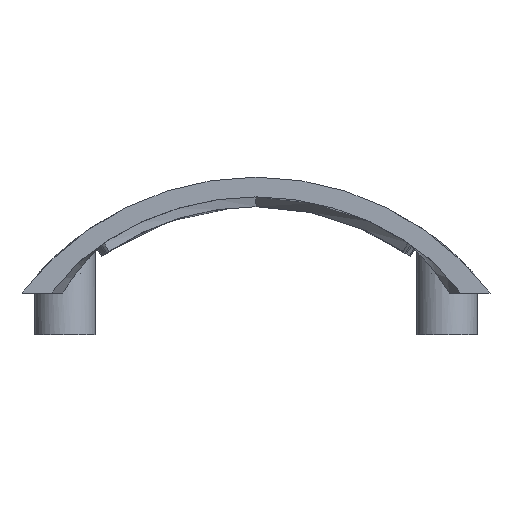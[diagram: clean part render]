
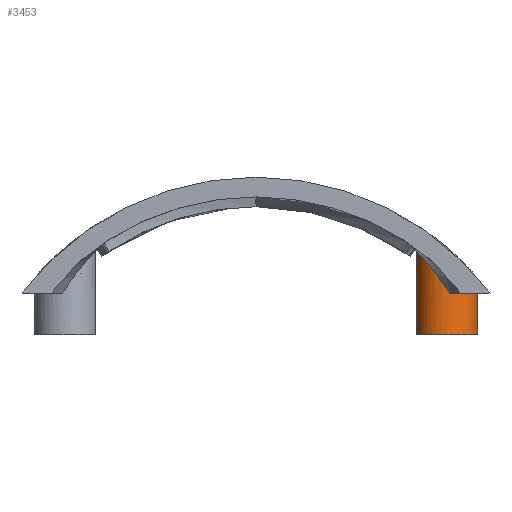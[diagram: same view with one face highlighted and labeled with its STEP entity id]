
A CAD part, front view. The second image highlights one B-rep face of the part: STEP entity #3453.
In plain terms, the highlighted cylindrical face has radius 3.1 mm (diameter 6.2 mm), a partial arc.
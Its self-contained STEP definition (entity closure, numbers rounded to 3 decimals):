
#159 = DIRECTION ( 'NONE',  ( 1., 0., 0. ) ) ;
#316 = EDGE_CURVE ( 'NONE', #9085, #3177, #8109, .T. ) ;
#473 = CARTESIAN_POINT ( 'NONE',  ( 41.737, 1.166, 2.319 ) ) ;
#524 = DIRECTION ( 'NONE',  ( 0., 0., 1. ) ) ;
#561 = CARTESIAN_POINT ( 'NONE',  ( 40.317, 2.623, 3.942 ) ) ;
#730 = CARTESIAN_POINT ( 'NONE',  ( 41.214, 1.496, 2.956 ) ) ;
#779 = CARTESIAN_POINT ( 'NONE',  ( 40.18, 2.961, 4.081 ) ) ;
#1117 = AXIS2_PLACEMENT_3D ( 'NONE', #5254, #6644, #159 ) ;
#1132 = CIRCLE ( 'NONE', #2337, 3.1 ) ;
#1263 = CARTESIAN_POINT ( 'NONE',  ( 40.343, 2.569, 3.916 ) ) ;
#1329 = VECTOR ( 'NONE', #6749, 1000. ) ;
#1481 = CARTESIAN_POINT ( 'NONE',  ( 42.136, 0.999, 1.798 ) ) ;
#1574 = CARTESIAN_POINT ( 'NONE',  ( 40.025, 3.938, 4.236 ) ) ;
#1690 = CARTESIAN_POINT ( 'NONE',  ( 40.025, 3.938, -13.007 ) ) ;
#1696 = CARTESIAN_POINT ( 'NONE',  ( 42.81, 0.854, 0.843 ) ) ;
#1871 = CARTESIAN_POINT ( 'NONE',  ( 42.252, 0.963, 1.64 ) ) ;
#1917 = CARTESIAN_POINT ( 'NONE',  ( 40.616, 2.116, 3.627 ) ) ;
#1963 = CARTESIAN_POINT ( 'NONE',  ( 40.582, 2.164, 3.664 ) ) ;
#1970 = CARTESIAN_POINT ( 'NONE',  ( 43.125, 3.938, 0. ) ) ;
#2183 = CARTESIAN_POINT ( 'NONE',  ( 42.384, 0.926, 1.458 ) ) ;
#2337 = AXIS2_PLACEMENT_3D ( 'NONE', #1970, #3389, #5439 ) ;
#2350 = CARTESIAN_POINT ( 'NONE',  ( 46.225, 3.938, 0. ) ) ;
#2439 = ORIENTED_EDGE ( 'NONE', *, *, #2531, .T. ) ;
#2531 = EDGE_CURVE ( 'NONE', #3177, #6573, #3779, .T. ) ;
#2580 = CARTESIAN_POINT ( 'NONE',  ( 40.424, 2.412, 3.831 ) ) ;
#2630 = CYLINDRICAL_SURFACE ( 'NONE', #8037, 3.1 ) ;
#2670 = CARTESIAN_POINT ( 'NONE',  ( 40.269, 2.731, 3.991 ) ) ;
#2954 = EDGE_LOOP ( 'NONE', ( #6923, #6497, #2439, #4941, #5549 ) ) ;
#3010 = VERTEX_POINT ( 'NONE', #1574 ) ;
#3177 = VERTEX_POINT ( 'NONE', #6706 ) ;
#3382 = CARTESIAN_POINT ( 'NONE',  ( 41.226, 1.487, 2.942 ) ) ;
#3387 = DIRECTION ( 'NONE',  ( 1., 0., 0. ) ) ;
#3389 = DIRECTION ( 'NONE',  ( 0., 0., -1. ) ) ;
#3425 = CARTESIAN_POINT ( 'NONE',  ( 40.829, 1.852, 3.395 ) ) ;
#3453 = ADVANCED_FACE ( 'NONE', ( #7520 ), #2630, .T. ) ;
#3558 = EDGE_CURVE ( 'NONE', #9085, #3010, #8765, .T. ) ;
#3593 = CARTESIAN_POINT ( 'NONE',  ( 40.687, 2.022, 3.551 ) ) ;
#3642 = CARTESIAN_POINT ( 'NONE',  ( 40.144, 3.078, 4.118 ) ) ;
#3779 = LINE ( 'NONE', #3824, #1329 ) ;
#3824 = CARTESIAN_POINT ( 'NONE',  ( 46.225, 3.938, -13.007 ) ) ;
#4078 = CARTESIAN_POINT ( 'NONE',  ( 42.673, 0.87, 1.046 ) ) ;
#4188 = CARTESIAN_POINT ( 'NONE',  ( 40.025, 3.938, -4.239 ) ) ;
#4290 = CARTESIAN_POINT ( 'NONE',  ( 42.516, 0.896, 1.274 ) ) ;
#4300 = EDGE_CURVE ( 'NONE', #6573, #8371, #1132, .T. ) ;
#4339 = CARTESIAN_POINT ( 'NONE',  ( 41.845, 1.112, 2.181 ) ) ;
#4780 = CARTESIAN_POINT ( 'NONE',  ( 40.245, 2.788, 4.016 ) ) ;
#4823 = CARTESIAN_POINT ( 'NONE',  ( 40.056, 3.437, 4.206 ) ) ;
#4866 = CARTESIAN_POINT ( 'NONE',  ( 42.275, 0.956, 1.608 ) ) ;
#4941 = ORIENTED_EDGE ( 'NONE', *, *, #4300, .T. ) ;
#5039 = CARTESIAN_POINT ( 'NONE',  ( 42.288, 0.953, 1.591 ) ) ;
#5230 = VECTOR ( 'NONE', #5988, 1000. ) ;
#5254 = CARTESIAN_POINT ( 'NONE',  ( 43.125, 3.938, -4.239 ) ) ;
#5255 = CARTESIAN_POINT ( 'NONE',  ( 42.999, 0.836, 0.56 ) ) ;
#5301 = CARTESIAN_POINT ( 'NONE',  ( 42.787, 0.856, 0.877 ) ) ;
#5439 = DIRECTION ( 'NONE',  ( -1., 0., 0. ) ) ;
#5477 = CARTESIAN_POINT ( 'NONE',  ( 41.317, 1.417, 2.834 ) ) ;
#5522 = CARTESIAN_POINT ( 'NONE',  ( 41.679, 1.195, 2.391 ) ) ;
#5549 = ORIENTED_EDGE ( 'NONE', *, *, #6980, .T. ) ;
#5988 = DIRECTION ( 'NONE',  ( 0., 0., 1. ) ) ;
#6127 = CARTESIAN_POINT ( 'NONE',  ( 43.351, 0.846, 0. ) ) ;
#6260 = CARTESIAN_POINT ( 'NONE',  ( 41.977, 1.055, 2.01 ) ) ;
#6429 = CARTESIAN_POINT ( 'NONE',  ( 43.351, 0.846, 0. ) ) ;
#6477 = CARTESIAN_POINT ( 'NONE',  ( 41.714, 1.177, 2.348 ) ) ;
#6497 = ORIENTED_EDGE ( 'NONE', *, *, #316, .T. ) ;
#6573 = VERTEX_POINT ( 'NONE', #2350 ) ;
#6644 = DIRECTION ( 'NONE',  ( 0., 0., 1. ) ) ;
#6706 = CARTESIAN_POINT ( 'NONE',  ( 46.225, 3.938, -4.239 ) ) ;
#6749 = DIRECTION ( 'NONE',  ( 0., 0., 1. ) ) ;
#6868 = CARTESIAN_POINT ( 'NONE',  ( 40.025, 3.688, 4.236 ) ) ;
#6919 = CARTESIAN_POINT ( 'NONE',  ( 43.125, 3.938, -13.007 ) ) ;
#6923 = ORIENTED_EDGE ( 'NONE', *, *, #3558, .F. ) ;
#6960 = CARTESIAN_POINT ( 'NONE',  ( 41.193, 1.513, 2.981 ) ) ;
#6980 = EDGE_CURVE ( 'NONE', #8371, #3010, #8926, .T. ) ;
#7123 = CARTESIAN_POINT ( 'NONE',  ( 42.217, 0.973, 1.688 ) ) ;
#7172 = CARTESIAN_POINT ( 'NONE',  ( 40.943, 1.731, 3.268 ) ) ;
#7520 = FACE_OUTER_BOUND ( 'NONE', #2954, .T. ) ;
#7560 = CARTESIAN_POINT ( 'NONE',  ( 40.025, 3.938, 4.236 ) ) ;
#7606 = CARTESIAN_POINT ( 'NONE',  ( 41.749, 1.16, 2.303 ) ) ;
#7645 = CARTESIAN_POINT ( 'NONE',  ( 41.444, 1.329, 2.682 ) ) ;
#7686 = CARTESIAN_POINT ( 'NONE',  ( 41.086, 1.601, 3.105 ) ) ;
#7861 = CARTESIAN_POINT ( 'NONE',  ( 41.6, 1.238, 2.491 ) ) ;
#8033 = CARTESIAN_POINT ( 'NONE',  ( 43.173, 0.833, 0.29 ) ) ;
#8037 = AXIS2_PLACEMENT_3D ( 'NONE', #6919, #524, #3387 ) ;
#8077 = CARTESIAN_POINT ( 'NONE',  ( 42.822, 0.852, 0.825 ) ) ;
#8109 = CIRCLE ( 'NONE', #1117, 3.1 ) ;
#8343 = CARTESIAN_POINT ( 'NONE',  ( 40.484, 2.31, 3.768 ) ) ;
#8371 = VERTEX_POINT ( 'NONE', #6429 ) ;
#8383 = CARTESIAN_POINT ( 'NONE',  ( 40.722, 1.978, 3.513 ) ) ;
#8765 = LINE ( 'NONE', #1690, #5230 ) ;
#8926 = B_SPLINE_CURVE_WITH_KNOTS ( 'NONE', 3,
 ( #6127, #8033, #5255, #8077, #1696, #5301, #8991, #4078, #4290, #2183, #5039, #4866, #1871, #7123, #1481, #6260, #4339, #7606, #473, #6477, #5522, #7861, #7645, #5477, #3382, #730, #6960, #9036, #7686, #7172, #3425, #8383, #3593, #1917, #1963, #8343, #2580, #1263, #561, #2670, #4780, #779, #3642, #4823, #6868, #7560 ),
 .UNSPECIFIED., .F., .F.,
 ( 4, 2, 2, 1, 1, 1, 2, 2, 1, 1, 1, 2, 2, 1, 1, 1, 2, 2, 1, 1, 1, 2, 2, 2, 2, 2, 2, 2, 4 ),
 ( 0., 0.062, 0.066, 0.07, 0.078, 0.094, 0.125, 0.129, 0.133, 0.141, 0.156, 0.187, 0.191, 0.195, 0.203, 0.219, 0.25, 0.254, 0.258, 0.265, 0.281, 0.312, 0.328, 0.344, 0.375, 0.39, 0.406, 0.437, 0.5 ),
 .UNSPECIFIED. ) ;
#8991 = CARTESIAN_POINT ( 'NONE',  ( 42.753, 0.86, 0.928 ) ) ;
#9036 = CARTESIAN_POINT ( 'NONE',  ( 41.16, 1.539, 3.019 ) ) ;
#9085 = VERTEX_POINT ( 'NONE', #4188 ) ;
